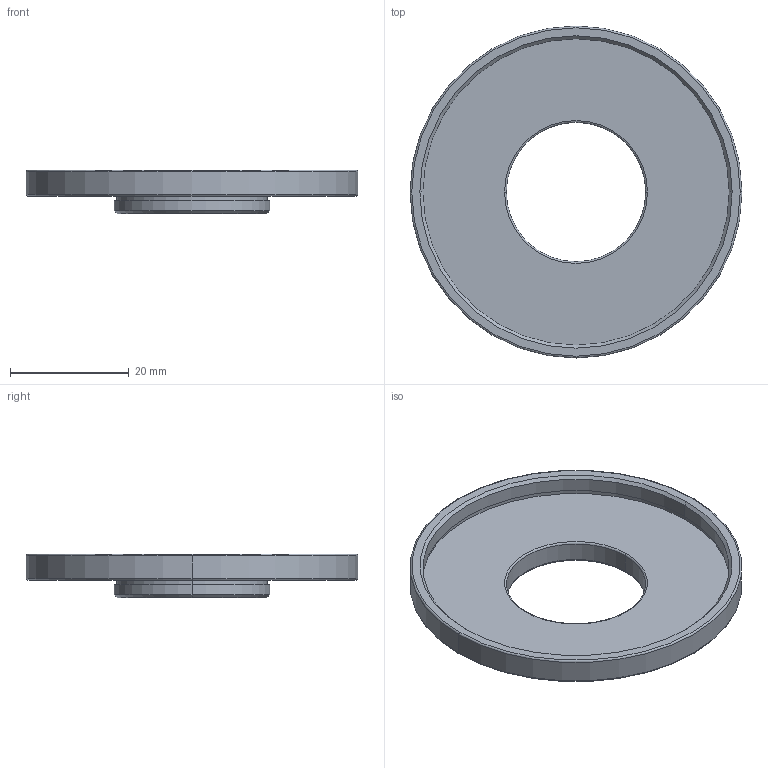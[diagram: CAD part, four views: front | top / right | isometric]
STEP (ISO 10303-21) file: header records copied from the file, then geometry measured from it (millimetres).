
FILE_DESCRIPTION (( 'STEP AP203' ), '1' );
FILE_NAME ('TA1-SM2A.STEP', '2025-10-17T01:57:38', ( '' ), ( '' ), 'SwSTEP 2.0', 'SolidWorks 2020', '' );
FILE_SCHEMA (( 'CONFIG_CONTROL_DESIGN' ));
Length unit declared in the file: millimetre
Products named in the file (1): TA1-SM2A
Bounding box: 56 x 56 x 7.4 mm (x, y, z)
Volume: 3160.4 mm3; surface area: 5965.9 mm2
Topology: 1 solids, 1 shells, 314 faces, 852 edges, 564 vertices
Faces by surface type: plane 218, bspline 72, cylinder 12, torus 8, cone 4
Entity records: 11481 total; most frequent: CARTESIAN_POINT 4691, ORIENTED_EDGE 1704, DIRECTION 858, EDGE_CURVE 852, VERTEX_POINT 564, B_SPLINE_CURVE_WITH_KNOTS 524, EDGE_LOOP 340, FACE_OUTER_BOUND 314
